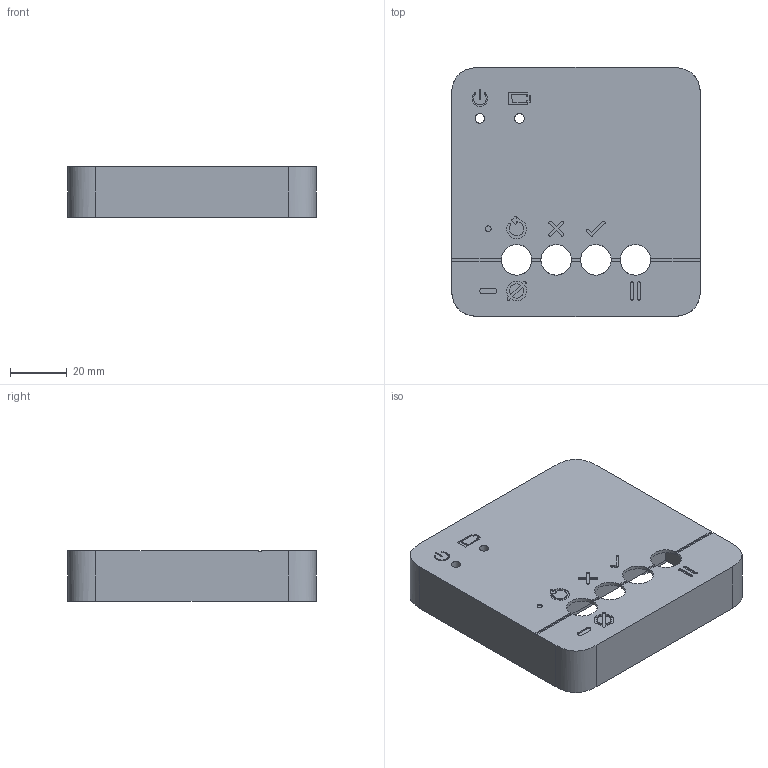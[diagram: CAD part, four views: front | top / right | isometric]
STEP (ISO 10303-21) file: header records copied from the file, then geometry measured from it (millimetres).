
FILE_DESCRIPTION(/* description */ ('STEP AP242 Edition 2','CAx-IF Rec.Pracs.---Representation and Presentation of Product Manufacturing Information (PMI)---4.0---2014-10-13','CAx-IF Rec.Pracs.---3D Tessellated Geometry---0.4---2014-09-14','2;1','CAx-IF Rec.Pracs.---User Defined Attributes---1.5---2016-08-15'),/* implementation_level */ '2;1');
FILE_NAME(/* name */ 'Controller - Base',/* time_stamp */ '2026-02-14T23:25:16Z',/* author */ (''),/* organization */ (''),/* preprocessor_version */ 'ST-DEVELOPER v20',/* originating_system */ 'ONSHAPE BY PTC INC, 1.210',/* authorisation */ ' ');
FILE_SCHEMA (('AP242_MANAGED_MODEL_BASED_3D_ENGINEERING_MIM_LF { 1 0 10303 442 3 1 4 }'));
Length unit declared in the file: metre
Products named in the file (1): Base
Bounding box: 88 x 88 x 18 mm (x, y, z)
Volume: 64822.2 mm3; surface area: 26698.6 mm2
Topology: 1 solids, 1 shells, 202 faces, 551 edges, 368 vertices
Faces by surface type: plane 136, cylinder 46, bspline 15, cone 5
Full cylindrical faces by diameter (mm): 1.9 x4, 2 x1, 2.1 x1, 3.4 x2, 5 x2, 10.8 x4
Entity records: 6469 total; most frequent: CARTESIAN_POINT 1506, ORIENTED_EDGE 1040, DIRECTION 945, EDGE_CURVE 520, VERTEX_POINT 357, LINE 353, VECTOR 353, AXIS2_PLACEMENT_3D 296
